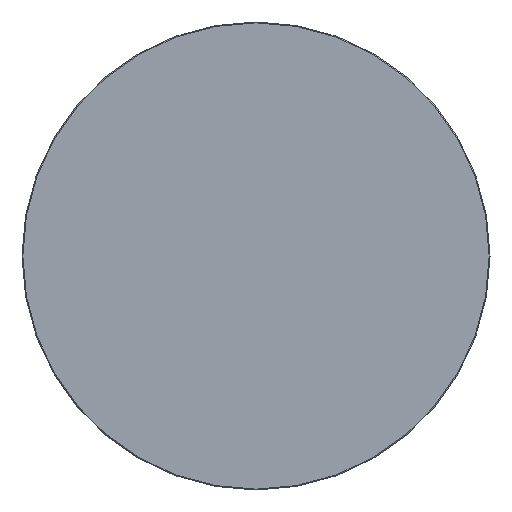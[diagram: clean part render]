
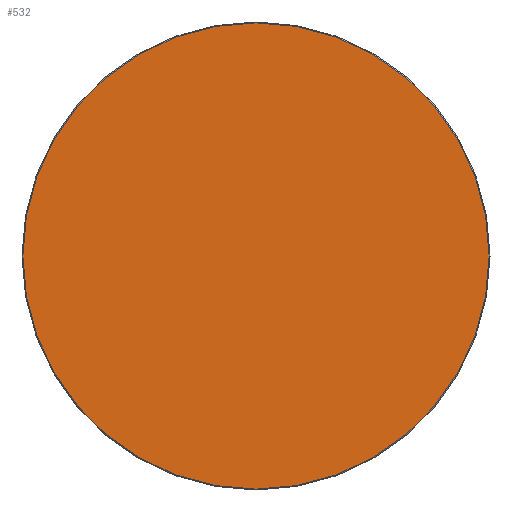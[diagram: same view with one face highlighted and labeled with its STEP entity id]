
A CAD part, left-side view. The second image highlights one B-rep face of the part: STEP entity #532.
In plain terms, the highlighted planar face has unit normal (-1, 0, 0).
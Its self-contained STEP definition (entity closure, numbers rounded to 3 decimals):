
#80 = DIRECTION ( 'NONE',  ( 0., 0., -1. ) ) ;
#85 = DIRECTION ( 'NONE',  ( 1., 0., 0. ) ) ;
#184 = CIRCLE ( 'NONE', #1107, 79.7 ) ;
#290 = CIRCLE ( 'NONE', #1605, 79.7 ) ;
#460 = VERTEX_POINT ( 'NONE', #1369 ) ;
#532 = ADVANCED_FACE ( 'NONE', ( #1514 ), #913, .F. ) ;
#563 = DIRECTION ( 'NONE',  ( -1., 0., 0. ) ) ;
#730 = EDGE_CURVE ( 'NONE', #1163, #460, #184, .T. ) ;
#804 = ORIENTED_EDGE ( 'NONE', *, *, #730, .T. ) ;
#814 = ORIENTED_EDGE ( 'NONE', *, *, #1615, .T. ) ;
#913 = PLANE ( 'NONE',  #1011 ) ;
#998 = CARTESIAN_POINT ( 'NONE',  ( 0., 0., 0. ) ) ;
#1011 = AXIS2_PLACEMENT_3D ( 'NONE', #1068, #85, #80 ) ;
#1068 = CARTESIAN_POINT ( 'NONE',  ( 0., 0., 0. ) ) ;
#1107 = AXIS2_PLACEMENT_3D ( 'NONE', #998, #563, #1232 ) ;
#1148 = DIRECTION ( 'NONE',  ( -1., 0., 0. ) ) ;
#1163 = VERTEX_POINT ( 'NONE', #1805 ) ;
#1232 = DIRECTION ( 'NONE',  ( 0., 0., 1. ) ) ;
#1369 = CARTESIAN_POINT ( 'NONE',  ( 0., 0., -79.7 ) ) ;
#1394 = EDGE_LOOP ( 'NONE', ( #814, #804 ) ) ;
#1514 = FACE_OUTER_BOUND ( 'NONE', #1394, .T. ) ;
#1533 = DIRECTION ( 'NONE',  ( 0., 0., 1. ) ) ;
#1557 = CARTESIAN_POINT ( 'NONE',  ( 0., 0., 0. ) ) ;
#1605 = AXIS2_PLACEMENT_3D ( 'NONE', #1557, #1148, #1533 ) ;
#1615 = EDGE_CURVE ( 'NONE', #460, #1163, #290, .T. ) ;
#1805 = CARTESIAN_POINT ( 'NONE',  ( 0., 0., 79.7 ) ) ;
